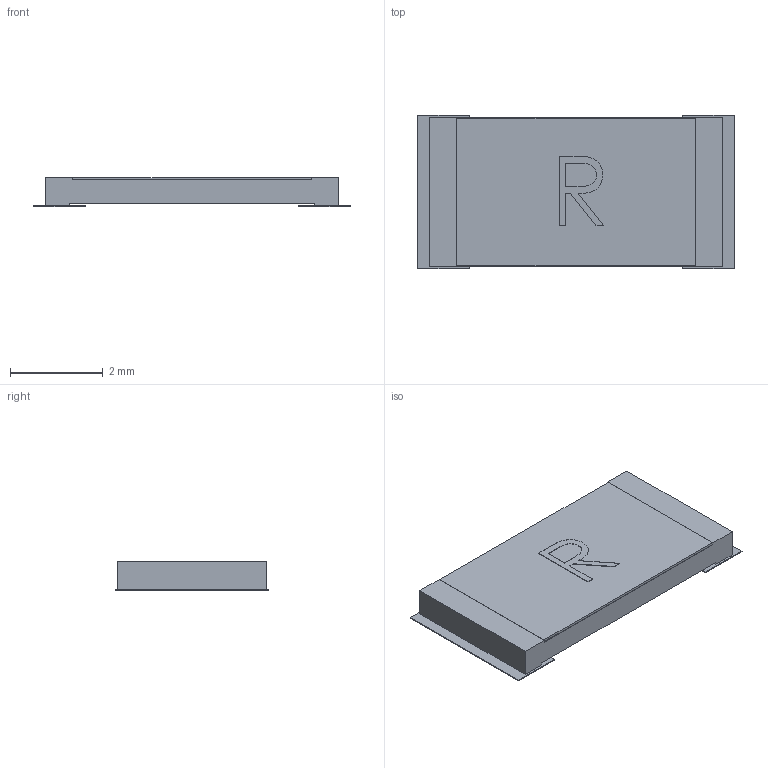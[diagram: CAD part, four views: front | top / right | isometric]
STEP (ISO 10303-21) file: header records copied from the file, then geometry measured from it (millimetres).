
FILE_DESCRIPTION (( 'STEP AP214' ), '1' );
FILE_NAME ('User Library-res2512.STEP', '2010-10-19T23:08:58', ( 'SysAdmin' ), ( 'SolidWorks' ), 'SwSTEP 2.0', 'SolidWorks 2010', '' );
FILE_SCHEMA (( 'AUTOMOTIVE_DESIGN' ));
Length unit declared in the file: millimetre
Products named in the file (3): User Library-res2512_res2512_body_??; User Library-res2512; User Library-res2512_pad_2512_??
Assembly tree (2 placements, depth 2):
  User Library-res2512
    User Library-res2512_pad_2512_??
    User Library-res2512_res2512_body_??
Bounding box: 6.8 x 3.3 x 0.64 mm (x, y, z)
Volume: 11.6 mm3; surface area: 67 mm2
Topology: 3 solids, 3 shells, 50 faces, 124 edges, 82 vertices
Faces by surface type: plane 45, bspline 5
Entity records: 2406 total; most frequent: CARTESIAN_POINT 768, ORIENTED_EDGE 248, DIRECTION 214, EDGE_CURVE 124, VECTOR 114, LINE 114, VERTEX_POINT 82, EDGE_LOOP 52
